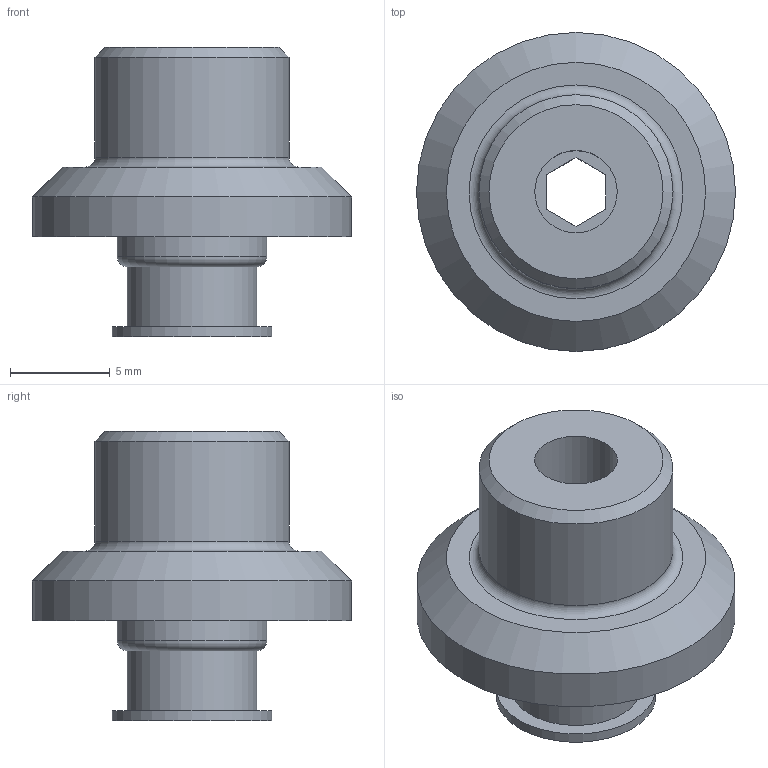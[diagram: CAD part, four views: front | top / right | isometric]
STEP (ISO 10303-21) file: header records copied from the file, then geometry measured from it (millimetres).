
FILE_DESCRIPTION( ( '' ), '1' );
FILE_NAME( '0108773.stp', '2003-09-02T13:02:32', ( 'Andreas Norlen' ), ( 'PIAB AB' ), 'XStep 1.0', 'SolidEdge V12', ' ' );
FILE_SCHEMA( ( 'automotive_design' ) );
Length unit declared in the file: millimetre
Products named in the file (1): 1
Bounding box: 16 x 16 x 14.5 mm (x, y, z)
Volume: 1129.7 mm3; surface area: 986.5 mm2
Topology: 1 solids, 1 shells, 23 faces, 47 edges, 30 vertices
Faces by surface type: plane 12, cylinder 6, cone 3, torus 2
Full cylindrical faces by diameter (mm): 4.134 x1, 6.5 x1, 7.5 x1, 8 x1, 9.73 x1, 16 x1
Entity records: 586 total; most frequent: CARTESIAN_POINT 132, DIRECTION 92, ORIENTED_EDGE 68, AXIS2_PLACEMENT_3D 40, EDGE_LOOP 40, EDGE_CURVE 34, FACE_OUTER_BOUND 31, VERTEX_POINT 28
